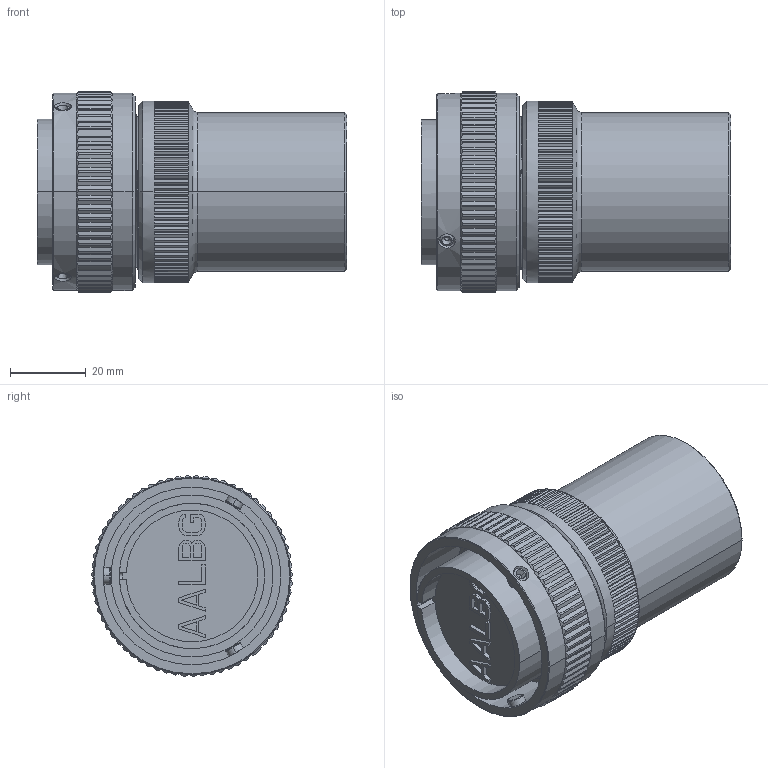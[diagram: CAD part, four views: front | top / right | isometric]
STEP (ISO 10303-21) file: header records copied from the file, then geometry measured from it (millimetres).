
FILE_DESCRIPTION((''),'2;1');
FILE_NAME('VG95234_3106-28_SW0001','2023-03-22T10:39:15',('paultorloting'),('NET AG system integration'),'CREO PARAMETRIC BY PTC INC, 2021404','CREO PARAMETRIC BY PTC INC, 2021404','');
FILE_SCHEMA(('AUTOMOTIVE_DESIGN { 1 0 10303 214 1 1 1 1 }'));
Length unit declared in the file: millimetre
Products named in the file (1): VG95234_3106-28_SW0001
Bounding box: 81.9 x 53.14 x 53.12 mm (x, y, z)
Volume: 117587.2 mm3; surface area: 23941.9 mm2
Topology: 1 solids, 1 shells, 928 faces, 2452 edges, 1552 vertices
Faces by surface type: plane 751, cylinder 112, cone 47, bspline 10, torus 8
Entity records: 38781 total; most frequent: CARTESIAN_POINT 11379, ORIENTED_EDGE 4892, DIRECTION 4494, EDGE_CURVE 2446, VECTOR 1599, LINE 1599, VERTEX_POINT 1552, AXIS2_PLACEMENT_3D 1446
